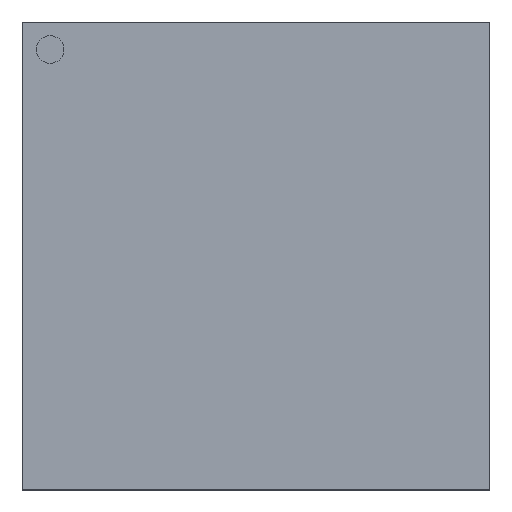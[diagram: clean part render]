
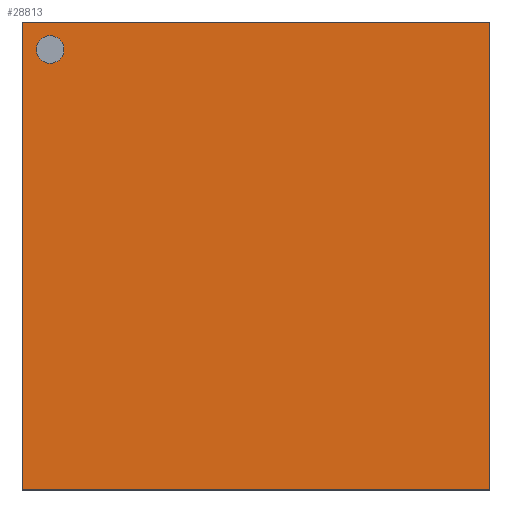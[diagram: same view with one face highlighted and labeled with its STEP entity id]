
A CAD part, top view. The second image highlights one B-rep face of the part: STEP entity #28813.
In plain terms, the highlighted planar face has unit normal (0, 0, 1).
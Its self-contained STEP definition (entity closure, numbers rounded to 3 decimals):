
#28591=CARTESIAN_POINT('',(-6.977,7.5,2.1));
#28592=VERTEX_POINT('',#28591);
#28601=CARTESIAN_POINT('',(-7.977,7.5,2.1));
#28602=VERTEX_POINT('',#28601);
#28603=CARTESIAN_POINT('',(-7.477,7.5,2.1));
#28604=DIRECTION('',(0.0,0.0,-1.0));
#28605=DIRECTION('',(1.0,0.0,0.0));
#28606=AXIS2_PLACEMENT_3D('',#28603,#28604,#28605);
#28607=CIRCLE('',#28606,0.5);
#28608=EDGE_CURVE('',#28602,#28592,#28607,.T.);
#28643=CARTESIAN_POINT('',(8.5,8.5,2.1));
#28644=VERTEX_POINT('',#28643);
#28651=CARTESIAN_POINT('',(8.5,-8.5,2.1));
#28652=VERTEX_POINT('',#28651);
#28653=CARTESIAN_POINT('',(8.5,-8.5,2.1));
#28654=DIRECTION('',(0.0,1.0,0.0));
#28655=VECTOR('',#28654,17.0);
#28656=LINE('',#28653,#28655);
#28657=EDGE_CURVE('',#28652,#28644,#28656,.T.);
#28682=CARTESIAN_POINT('',(-8.5,-8.5,2.1));
#28683=VERTEX_POINT('',#28682);
#28684=CARTESIAN_POINT('',(-8.5,-8.5,2.1));
#28685=DIRECTION('',(1.0,0.0,0.0));
#28686=VECTOR('',#28685,17.0);
#28687=LINE('',#28684,#28686);
#28688=EDGE_CURVE('',#28683,#28652,#28687,.T.);
#28713=CARTESIAN_POINT('',(-8.5,8.5,2.1));
#28714=VERTEX_POINT('',#28713);
#28715=CARTESIAN_POINT('',(-8.5,8.5,2.1));
#28716=DIRECTION('',(0.0,-1.0,0.0));
#28717=VECTOR('',#28716,17.0);
#28718=LINE('',#28715,#28717);
#28719=EDGE_CURVE('',#28714,#28683,#28718,.T.);
#28742=CARTESIAN_POINT('',(8.5,8.5,2.1));
#28743=DIRECTION('',(-1.0,0.0,0.0));
#28744=VECTOR('',#28743,17.0);
#28745=LINE('',#28742,#28744);
#28746=EDGE_CURVE('',#28644,#28714,#28745,.T.);
#28788=CARTESIAN_POINT('',(-7.477,7.5,2.1));
#28789=DIRECTION('',(0.0,0.0,-1.0));
#28790=DIRECTION('',(1.0,0.0,0.0));
#28791=AXIS2_PLACEMENT_3D('',#28788,#28789,#28790);
#28792=CIRCLE('',#28791,0.5);
#28793=EDGE_CURVE('',#28592,#28602,#28792,.T.);
#28798=CARTESIAN_POINT('',(0.0,0.,2.1));
#28799=DIRECTION('',(0.0,0.0,1.0));
#28800=DIRECTION('',(1.0,0.0,0.0));
#28801=AXIS2_PLACEMENT_3D('',#28798,#28799,#28800);
#28802=PLANE('',#28801);
#28803=ORIENTED_EDGE('',*,*,#28746,.T.);
#28804=ORIENTED_EDGE('',*,*,#28719,.T.);
#28805=ORIENTED_EDGE('',*,*,#28688,.T.);
#28806=ORIENTED_EDGE('',*,*,#28657,.T.);
#28807=EDGE_LOOP('',(#28803,#28804,#28805,#28806));
#28808=FACE_OUTER_BOUND('',#28807,.T.);
#28809=ORIENTED_EDGE('',*,*,#28793,.T.);
#28810=ORIENTED_EDGE('',*,*,#28608,.T.);
#28811=EDGE_LOOP('',(#28809,#28810));
#28812=FACE_BOUND('',#28811,.T.);
#28813=ADVANCED_FACE('',(#28808,#28812),#28802,.T.);
